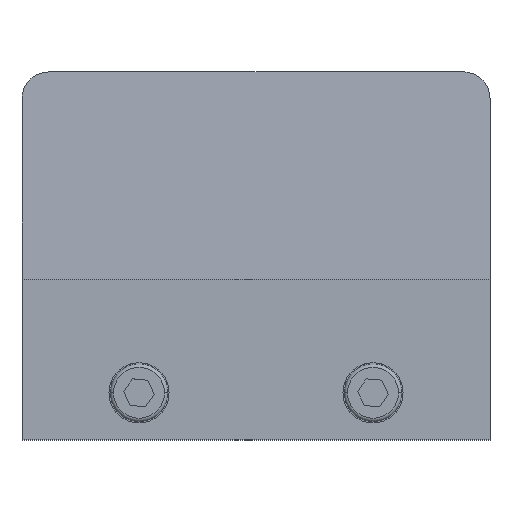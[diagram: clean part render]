
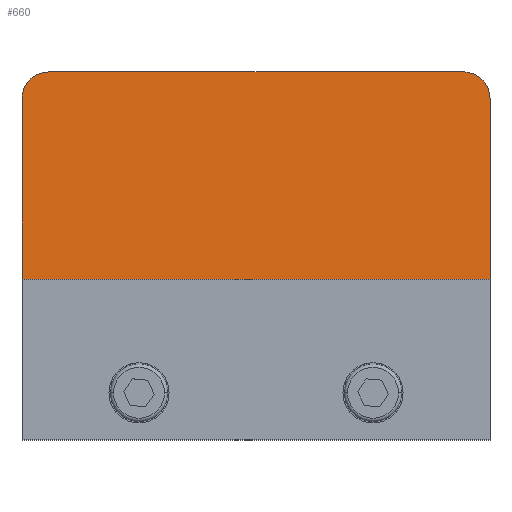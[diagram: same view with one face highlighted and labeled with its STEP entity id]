
A CAD part, top view. The second image highlights one B-rep face of the part: STEP entity #660.
In plain terms, the highlighted planar face has unit normal (0, 0.064, 0.998).
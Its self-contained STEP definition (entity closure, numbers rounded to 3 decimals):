
#9 = CARTESIAN_POINT ( 'NONE',  ( 35., 6.5, 30. ) ) ;
#43 = EDGE_CURVE ( 'NONE', #1266, #1839, #2822, .T. ) ;
#196 = ORIENTED_EDGE ( 'NONE', *, *, #3217, .T. ) ;
#243 = PLANE ( 'NONE',  #2436 ) ;
#288 = LINE ( 'NONE', #1608, #2683 ) ;
#340 = CARTESIAN_POINT ( 'NONE',  ( 35., 35.843, 28.107 ) ) ;
#346 = DIRECTION ( 'NONE',  ( -1., 0., 0. ) ) ;
#469 = CARTESIAN_POINT ( 'NONE',  ( -35., 37.5, 28. ) ) ;
#526 = CARTESIAN_POINT ( 'NONE',  ( -31., 37.5, 28. ) ) ;
#615 = CARTESIAN_POINT ( 'NONE',  ( 31., 37.5, 28. ) ) ;
#660 = ADVANCED_FACE ( 'NONE', ( #2930 ), #243, .F. ) ;
#726 = CARTESIAN_POINT ( 'NONE',  ( -35., 33.5, 28.258 ) ) ;
#840 = DIRECTION ( 'NONE',  ( 0., -0.998, 0.064 ) ) ;
#852 = CARTESIAN_POINT ( 'NONE',  ( -31., 37.5, 28. ) ) ;
#865 = ORIENTED_EDGE ( 'NONE', *, *, #3218, .T. ) ;
#1087 = EDGE_CURVE ( 'NONE', #1776, #1839, #2700, .T. ) ;
#1111 = CARTESIAN_POINT ( 'NONE',  ( 35., 33.5, 28.258 ) ) ;
#1213 = VECTOR ( 'NONE', #840, 1000. ) ;
#1222 =( BOUNDED_CURVE ( )  B_SPLINE_CURVE ( 3, ( #1111, #340, #2166, #615 ),
 .UNSPECIFIED., .F., .T. ) 
 B_SPLINE_CURVE_WITH_KNOTS ( ( 4, 4 ),
 ( 4.712, 6.283 ),
 .UNSPECIFIED. ) 
 CURVE ( )  GEOMETRIC_REPRESENTATION_ITEM ( )  RATIONAL_B_SPLINE_CURVE ( ( 1., 0.805, 0.805, 1. ) ) 
 REPRESENTATION_ITEM ( '' )  );
#1266 = VERTEX_POINT ( 'NONE', #726 ) ;
#1466 = ORIENTED_EDGE ( 'NONE', *, *, #1087, .F. ) ;
#1519 = DIRECTION ( 'NONE',  ( 0., -0.998, 0.064 ) ) ;
#1527 = CARTESIAN_POINT ( 'NONE',  ( -35., 6.5, 30. ) ) ;
#1563 = DIRECTION ( 'NONE',  ( 0., -0.064, -0.998 ) ) ;
#1568 =( BOUNDED_CURVE ( )  B_SPLINE_CURVE ( 3, ( #852, #1900, #2943, #2707 ),
 .UNSPECIFIED., .F., .F. ) 
 B_SPLINE_CURVE_WITH_KNOTS ( ( 4, 4 ),
 ( 3.142, 4.712 ),
 .UNSPECIFIED. ) 
 CURVE ( )  GEOMETRIC_REPRESENTATION_ITEM ( )  RATIONAL_B_SPLINE_CURVE ( ( 1., 0.805, 0.805, 1. ) ) 
 REPRESENTATION_ITEM ( '' )  );
#1588 = EDGE_CURVE ( 'NONE', #3283, #1776, #1693, .T. ) ;
#1608 = CARTESIAN_POINT ( 'NONE',  ( 35., 37.5, 28. ) ) ;
#1647 = CARTESIAN_POINT ( 'NONE',  ( 31., 37.5, 28. ) ) ;
#1649 = VECTOR ( 'NONE', #346, 1000. ) ;
#1693 = LINE ( 'NONE', #2741, #1213 ) ;
#1776 = VERTEX_POINT ( 'NONE', #9 ) ;
#1839 = VERTEX_POINT ( 'NONE', #1527 ) ;
#1867 = VERTEX_POINT ( 'NONE', #526 ) ;
#1900 = CARTESIAN_POINT ( 'NONE',  ( -33.343, 37.5, 28. ) ) ;
#2166 = CARTESIAN_POINT ( 'NONE',  ( 33.343, 37.5, 28. ) ) ;
#2218 = VECTOR ( 'NONE', #1519, 1000. ) ;
#2266 = CARTESIAN_POINT ( 'NONE',  ( 35., 33.5, 28.258 ) ) ;
#2342 = CARTESIAN_POINT ( 'NONE',  ( 35., 37.5, 28. ) ) ;
#2391 = DIRECTION ( 'NONE',  ( -1., 0., 0. ) ) ;
#2400 = VERTEX_POINT ( 'NONE', #1647 ) ;
#2436 = AXIS2_PLACEMENT_3D ( 'NONE', #2342, #1563, #2614 ) ;
#2614 = DIRECTION ( 'NONE',  ( 0., 0.998, -0.064 ) ) ;
#2683 = VECTOR ( 'NONE', #2391, 1000. ) ;
#2700 = LINE ( 'NONE', #2984, #1649 ) ;
#2707 = CARTESIAN_POINT ( 'NONE',  ( -35., 33.5, 28.258 ) ) ;
#2741 = CARTESIAN_POINT ( 'NONE',  ( 35., 37.5, 28. ) ) ;
#2822 = LINE ( 'NONE', #469, #2218 ) ;
#2827 = ORIENTED_EDGE ( 'NONE', *, *, #43, .T. ) ;
#2930 = FACE_OUTER_BOUND ( 'NONE', #3203, .T. ) ;
#2943 = CARTESIAN_POINT ( 'NONE',  ( -35., 35.843, 28.107 ) ) ;
#2956 = ORIENTED_EDGE ( 'NONE', *, *, #1588, .F. ) ;
#2984 = CARTESIAN_POINT ( 'NONE',  ( 35., 6.5, 30. ) ) ;
#3087 = EDGE_CURVE ( 'NONE', #2400, #1867, #288, .T. ) ;
#3203 = EDGE_LOOP ( 'NONE', ( #3206, #865, #2827, #1466, #2956, #196 ) ) ;
#3206 = ORIENTED_EDGE ( 'NONE', *, *, #3087, .T. ) ;
#3217 = EDGE_CURVE ( 'NONE', #3283, #2400, #1222, .T. ) ;
#3218 = EDGE_CURVE ( 'NONE', #1867, #1266, #1568, .T. ) ;
#3283 = VERTEX_POINT ( 'NONE', #2266 ) ;
